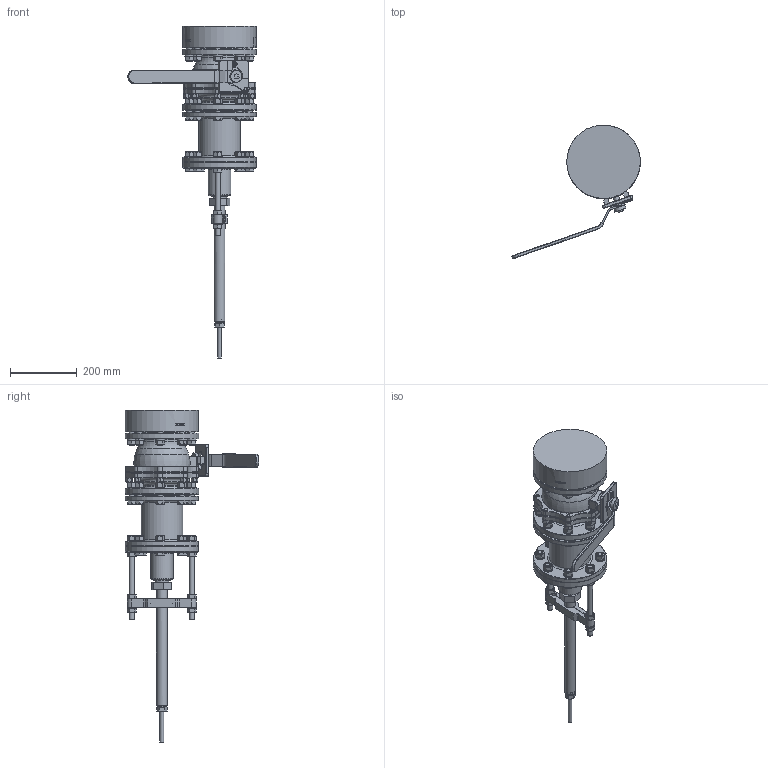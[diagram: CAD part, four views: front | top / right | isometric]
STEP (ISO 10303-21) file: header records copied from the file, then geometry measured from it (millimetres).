
FILE_DESCRIPTION (( 'STEP AP214' ), '1' );
FILE_NAME ('SB-100-SB With Sensor in upper pos Customer version.STEP', '2018-06-19T06:59:35', ( '' ), ( '' ), 'SwSTEP 2.0', 'SolidWorks 2018', '' );
FILE_SCHEMA (( 'AUTOMOTIVE_DESIGN' ));
Length unit declared in the file: millimetre
Products named in the file (1): SB-100-SB With Sensor in upper pos Customer version
Bounding box: 385.32 x 400.64 x 994.2 mm (x, y, z)
Volume: 11681006 mm3; surface area: 951328 mm2
Topology: 31 solids, 41 shells, 2516 faces, 6149 edges, 3758 vertices
Faces by surface type: plane 1199, cone 733, cylinder 386, torus 115, bspline 73, sphere 10
Full cylindrical faces by diameter (mm): 6.8 x3, 8 x3, 9 x2, 10.2 x12, 11 x2, 12 x16, 13 x11, 14 x3, 14.5 x8, 15 x2, 16 x54, 17 x8, 17.5 x14, 17.8 x8, 18 x9, 23 x1, 24 x14, 32 x1, 33 x1, 35 x1, 42 x1, 50 x1, 55 x1, 68 x1, 112.986 x2, 114 x1, 115 x2, 124.5 x1, 135.4 x1, 138 x1
Entity records: 103264 total; most frequent: CARTESIAN_POINT 21774, ORIENTED_EDGE 10964, DIRECTION 10761, EDGE_CURVE 5482, AXIS2_PLACEMENT_3D 4420, VERTEX_POINT 3506, EDGE_LOOP 3134, FACE_OUTER_BOUND 2751
